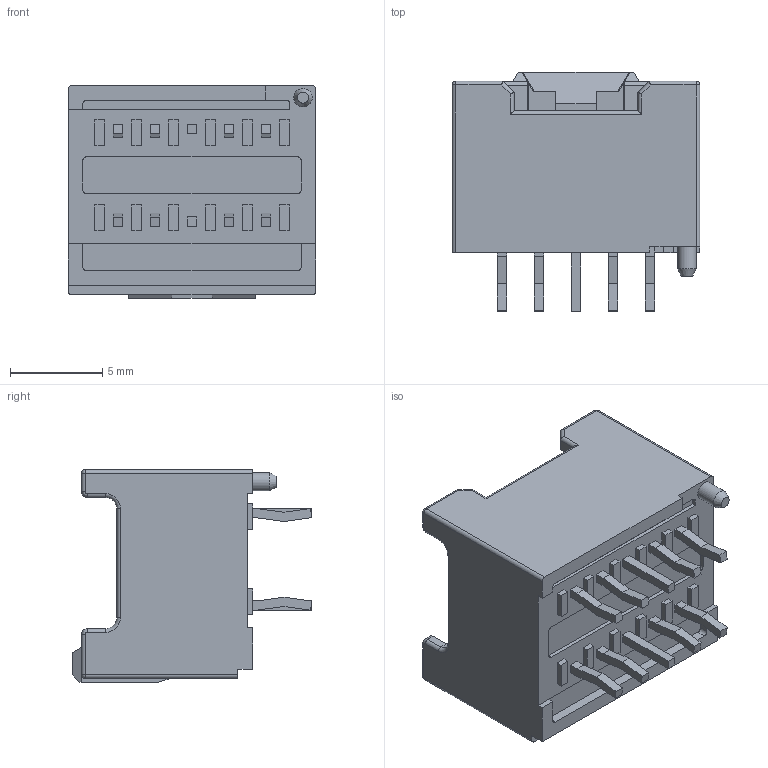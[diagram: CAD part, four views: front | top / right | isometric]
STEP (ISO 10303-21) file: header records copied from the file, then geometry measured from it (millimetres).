
FILE_DESCRIPTION(/* description */ (''),/* implementation_level */ '2;1');
FILE_NAME(/* name */ '559171010_ipt_684b596b.STEP',/* time_stamp */ '2021-11-25T10:11:32-03:00',/* author */ ('ksrinivasara'),/* organization */ (''),/* preprocessor_version */ 'ST-DEVELOPER v18.1',/* originating_system */ 'Autodesk Inventor 2020',/* authorisation */ '');
FILE_SCHEMA (('AUTOMOTIVE_DESIGN { 1 0 10303 214 3 1 1 }'));
Length unit declared in the file: millimetre
Products named in the file (1): 559171010
Bounding box: 13.4 x 12.95 x 11.5 mm (x, y, z)
Volume: 587.3 mm3; surface area: 1216.7 mm2
Topology: 1 solids, 1 shells, 396 faces, 1011 edges, 649 vertices
Faces by surface type: plane 315, cylinder 50, cone 19, bspline 4, torus 4, sphere 4
Full cylindrical faces by diameter (mm): 1 x1
Entity records: 11826 total; most frequent: CARTESIAN_POINT 2113, ORIENTED_EDGE 2022, DIRECTION 1923, EDGE_CURVE 1011, LINE 885, VECTOR 885, VERTEX_POINT 649, AXIS2_PLACEMENT_3D 519
